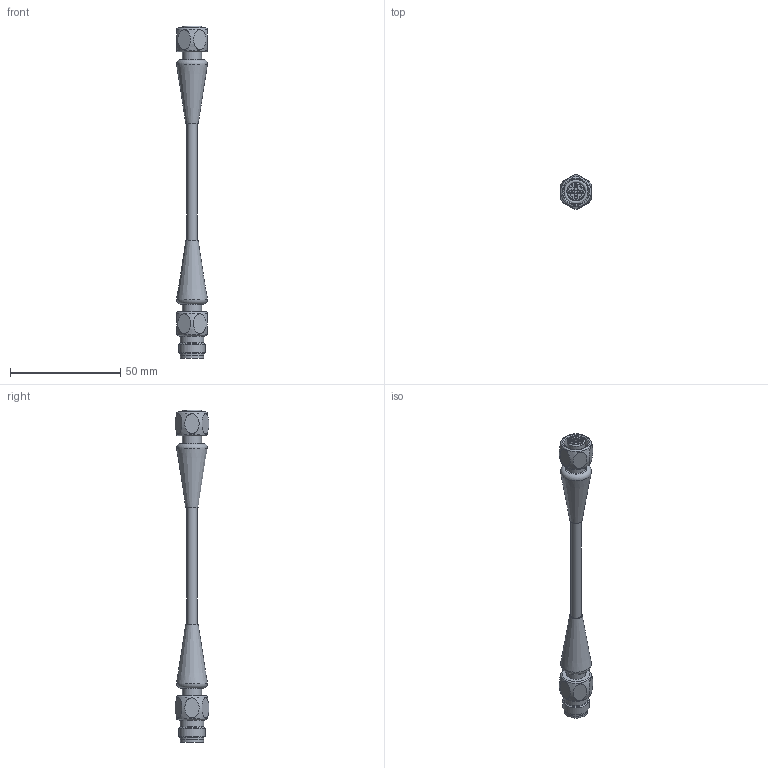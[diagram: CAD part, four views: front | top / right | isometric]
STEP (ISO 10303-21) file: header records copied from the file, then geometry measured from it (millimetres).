
FILE_DESCRIPTION(/* description */ (''),/* implementation_level */ '2;1');
FILE_NAME(/* name */ 'FB-WAKH4-m-FB-WASH4_stp.stp',/* time_stamp */ '2016-03-16T10:19:36+01:00',/* author */ (''),/* organization */ (''),/* preprocessor_version */ 'ST-DEVELOPER v16',/* originating_system */ 'SIEMENS PLM Software NX 10.0',/* authorisation */ '');
FILE_SCHEMA (('AUTOMOTIVE_DESIGN { 1 0 10303 214 3 1 1 1 }'));
Length unit declared in the file: millimetre
Products named in the file (1): FB-WAKH4-m-FB-WASH4_stp
Bounding box: 14 x 15.39 x 150.4 mm (x, y, z)
Volume: 9925.4 mm3; surface area: 5645.7 mm2
Topology: 1 solids, 1 shells, 141 faces, 318 edges, 212 vertices
Faces by surface type: plane 58, cylinder 56, torus 11, cone 10, sphere 4, bspline 2
Full cylindrical faces by diameter (mm): 1 x4, 1.15 x4, 4.6 x1, 8.3 x1, 8.7 x2, 9.9 x1, 10.5 x1, 10.8 x2, 10.95 x1, 11.9 x1
Entity records: 3964 total; most frequent: CARTESIAN_POINT 933, DIRECTION 668, ORIENTED_EDGE 520, AXIS2_PLACEMENT_3D 284, EDGE_CURVE 260, EDGE_LOOP 217, VERTEX_POINT 197, CIRCLE 144
